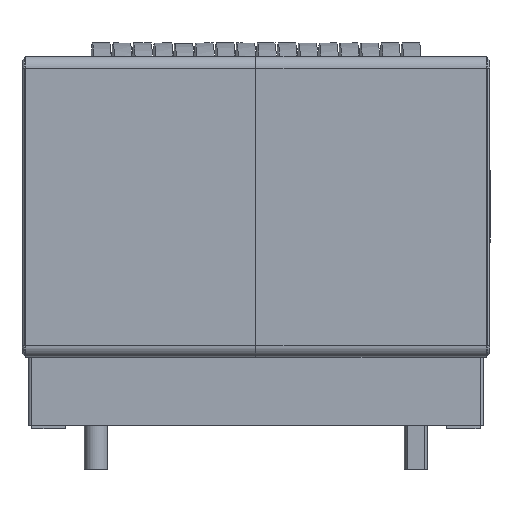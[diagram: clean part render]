
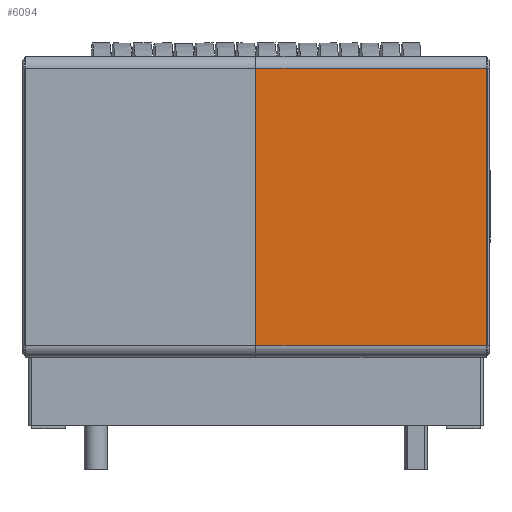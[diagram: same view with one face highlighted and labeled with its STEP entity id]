
A CAD part, left-side view. The second image highlights one B-rep face of the part: STEP entity #6094.
In plain terms, the highlighted planar face has unit normal (-1, 0, 0).
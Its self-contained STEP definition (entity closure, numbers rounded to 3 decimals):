
#342=PLANE('',#6860);
#1350=ORIENTED_EDGE('',*,*,#2753,.T.);
#1351=ORIENTED_EDGE('',*,*,#2826,.T.);
#1352=ORIENTED_EDGE('',*,*,#2747,.T.);
#1353=ORIENTED_EDGE('',*,*,#2787,.F.);
#2747=EDGE_CURVE('',#3551,#3552,#4202,.F.);
#2753=EDGE_CURVE('',#3558,#3557,#4205,.T.);
#2787=EDGE_CURVE('',#3558,#3552,#4220,.T.);
#2826=EDGE_CURVE('',#3557,#3551,#4239,.T.);
#3551=VERTEX_POINT('',#9436);
#3552=VERTEX_POINT('',#9437);
#3557=VERTEX_POINT('',#9448);
#3558=VERTEX_POINT('',#9450);
#4202=LINE('',#9435,#4802);
#4205=LINE('',#9449,#4805);
#4220=LINE('',#9519,#4820);
#4239=LINE('',#9584,#4839);
#4802=VECTOR('',#7741,1000.);
#4805=VECTOR('',#7752,1000.);
#4820=VECTOR('',#7825,1000.);
#4839=VECTOR('',#7902,1000.);
#5265=EDGE_LOOP('',(#1350,#1351,#1352,#1353));
#5655=FACE_BOUND('',#5265,.T.);
#6094=ADVANCED_FACE('',(#5655),#342,.F.);
#6860=AXIS2_PLACEMENT_3D('',#9583,#7900,#7901);
#7741=DIRECTION('',(0.,0.,-1.));
#7752=DIRECTION('',(0.,0.,-1.));
#7825=DIRECTION('',(0.,-1.,0.));
#7900=DIRECTION('',(1.,0.,0.));
#7901=DIRECTION('',(0.,0.,-1.));
#7902=DIRECTION('',(0.,-1.,0.));
#9435=CARTESIAN_POINT('',(-17.6,-12.,20.25));
#9436=CARTESIAN_POINT('',(-17.6,-12.,0.3));
#9437=CARTESIAN_POINT('',(-17.6,-12.,20.25));
#9448=CARTESIAN_POINT('',(-17.6,12.,0.3));
#9449=CARTESIAN_POINT('',(-17.6,12.,20.25));
#9450=CARTESIAN_POINT('',(-17.6,12.,20.25));
#9519=CARTESIAN_POINT('',(-17.6,13.,20.25));
#9583=CARTESIAN_POINT('',(-17.6,13.,20.25));
#9584=CARTESIAN_POINT('',(-17.6,12.,0.3));
